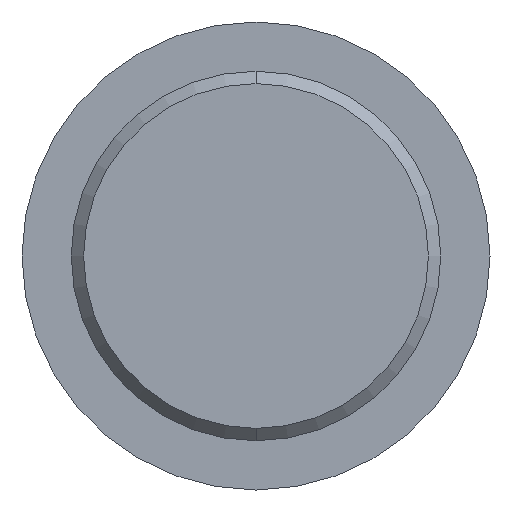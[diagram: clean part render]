
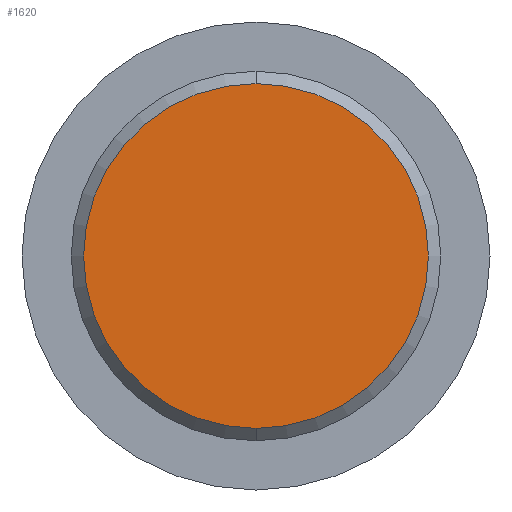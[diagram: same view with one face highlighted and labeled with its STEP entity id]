
A CAD part, front view. The second image highlights one B-rep face of the part: STEP entity #1620.
In plain terms, the highlighted planar face has unit normal (0, -1, 0).
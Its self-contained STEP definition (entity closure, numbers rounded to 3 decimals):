
#2 = DIRECTION ( 'NONE',  ( 0., -1., 0. ) ) ;
#89 = CARTESIAN_POINT ( 'NONE',  ( 0., 0., 0. ) ) ;
#97 = DIRECTION ( 'NONE',  ( 0., 1., 0. ) ) ;
#206 = DIRECTION ( 'NONE',  ( 0., 0., 1. ) ) ;
#336 = EDGE_CURVE ( 'NONE', #980, #915, #988, .T. ) ;
#400 = DIRECTION ( 'NONE',  ( 0., -1., 0. ) ) ;
#410 = EDGE_LOOP ( 'NONE', ( #1058, #1200 ) ) ;
#525 = CARTESIAN_POINT ( 'NONE',  ( 0., 0., 0. ) ) ;
#547 = DIRECTION ( 'NONE',  ( 0., 0., 1. ) ) ;
#579 = AXIS2_PLACEMENT_3D ( 'NONE', #89, #97, #206 ) ;
#677 = CARTESIAN_POINT ( 'NONE',  ( 0., 0., 2.8 ) ) ;
#798 = CARTESIAN_POINT ( 'NONE',  ( 0., 0., -2.8 ) ) ;
#915 = VERTEX_POINT ( 'NONE', #677 ) ;
#980 = VERTEX_POINT ( 'NONE', #798 ) ;
#988 = CIRCLE ( 'NONE', #1276, 2.8 ) ;
#1048 = CIRCLE ( 'NONE', #1054, 2.8 ) ;
#1054 = AXIS2_PLACEMENT_3D ( 'NONE', #525, #2, #1428 ) ;
#1058 = ORIENTED_EDGE ( 'NONE', *, *, #1293, .T. ) ;
#1062 = CARTESIAN_POINT ( 'NONE',  ( 0., 0., 0. ) ) ;
#1200 = ORIENTED_EDGE ( 'NONE', *, *, #336, .T. ) ;
#1276 = AXIS2_PLACEMENT_3D ( 'NONE', #1062, #400, #547 ) ;
#1293 = EDGE_CURVE ( 'NONE', #915, #980, #1048, .T. ) ;
#1388 = FACE_OUTER_BOUND ( 'NONE', #410, .T. ) ;
#1428 = DIRECTION ( 'NONE',  ( 0., 0., 1. ) ) ;
#1485 = PLANE ( 'NONE',  #579 ) ;
#1620 = ADVANCED_FACE ( 'NONE', ( #1388 ), #1485, .F. ) ;
